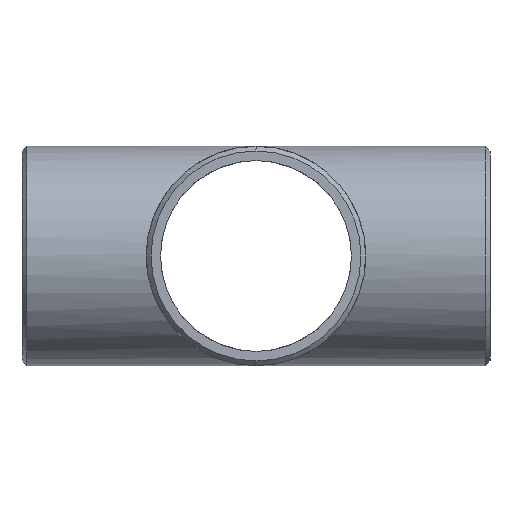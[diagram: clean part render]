
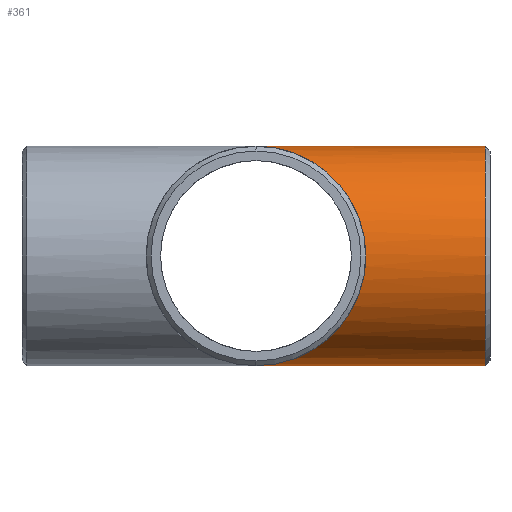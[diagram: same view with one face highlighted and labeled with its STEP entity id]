
A CAD part, left-side view. The second image highlights one B-rep face of the part: STEP entity #361.
In plain terms, the highlighted cylindrical face has radius 30 mm (diameter 60 mm), a partial arc.
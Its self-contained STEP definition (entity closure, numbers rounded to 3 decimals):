
#11 = AXIS2_PLACEMENT_3D ( 'NONE', #702, #450, #691 ) ;
#21 = CARTESIAN_POINT ( 'NONE',  ( 0., -64., -30. ) ) ;
#22 = ORIENTED_EDGE ( 'NONE', *, *, #577, .F. ) ;
#70 = VERTEX_POINT ( 'NONE', #429 ) ;
#88 = CARTESIAN_POINT ( 'NONE',  ( 0., 0., -30. ) ) ;
#94 = DIRECTION ( 'NONE',  ( 0., 1., 0. ) ) ;
#97 = VECTOR ( 'NONE', #94, 1000. ) ;
#112 = CARTESIAN_POINT ( 'NONE',  ( 0., -62.697, -30. ) ) ;
#185 = EDGE_CURVE ( 'NONE', #466, #413, #745, .T. ) ;
#310 = DIRECTION ( 'NONE',  ( 0., 1., 0. ) ) ;
#332 = CARTESIAN_POINT ( 'NONE',  ( 0., 0., -30. ) ) ;
#337 = CARTESIAN_POINT ( 'NONE',  ( 0., -64., 30. ) ) ;
#361 = ADVANCED_FACE ( 'NONE', ( #774 ), #644, .T. ) ;
#377 = EDGE_LOOP ( 'NONE', ( #673, #567, #22, #549 ) ) ;
#400 = CARTESIAN_POINT ( 'NONE',  ( 0., -64., 0. ) ) ;
#413 = VERTEX_POINT ( 'NONE', #727 ) ;
#415 = DIRECTION ( 'NONE',  ( 0., 0., -1. ) ) ;
#426 = CARTESIAN_POINT ( 'NONE',  ( -60., -60., -30. ) ) ;
#429 = CARTESIAN_POINT ( 'NONE',  ( 0., 0., 30. ) ) ;
#450 = DIRECTION ( 'NONE',  ( 0., 1., 0. ) ) ;
#466 = VERTEX_POINT ( 'NONE', #112 ) ;
#505 = CARTESIAN_POINT ( 'NONE',  ( 0., 0., 30. ) ) ;
#512 = EDGE_CURVE ( 'NONE', #466, #762, #620, .T. ) ;
#515 = AXIS2_PLACEMENT_3D ( 'NONE', #400, #596, #415 ) ;
#532 =( BOUNDED_CURVE ( )  B_SPLINE_CURVE ( 3, ( #88, #426, #701, #505 ),
 .UNSPECIFIED., .F., .T. ) 
 B_SPLINE_CURVE_WITH_KNOTS ( ( 4, 4 ),
 ( 4.712, 7.854 ),
 .UNSPECIFIED. ) 
 CURVE ( )  GEOMETRIC_REPRESENTATION_ITEM ( )  RATIONAL_B_SPLINE_CURVE ( ( 1., 0.333, 0.333, 1. ) ) 
 REPRESENTATION_ITEM ( '' )  );
#549 = ORIENTED_EDGE ( 'NONE', *, *, #512, .F. ) ;
#567 = ORIENTED_EDGE ( 'NONE', *, *, #656, .T. ) ;
#577 = EDGE_CURVE ( 'NONE', #762, #70, #532, .T. ) ;
#596 = DIRECTION ( 'NONE',  ( 0., 1., 0. ) ) ;
#620 = LINE ( 'NONE', #21, #699 ) ;
#644 = CYLINDRICAL_SURFACE ( 'NONE', #515, 30. ) ;
#650 = LINE ( 'NONE', #337, #97 ) ;
#656 = EDGE_CURVE ( 'NONE', #413, #70, #650, .T. ) ;
#673 = ORIENTED_EDGE ( 'NONE', *, *, #185, .T. ) ;
#691 = DIRECTION ( 'NONE',  ( 0., 0., -1. ) ) ;
#699 = VECTOR ( 'NONE', #310, 1000. ) ;
#701 = CARTESIAN_POINT ( 'NONE',  ( -60., -60., 30. ) ) ;
#702 = CARTESIAN_POINT ( 'NONE',  ( 0., -62.697, 0. ) ) ;
#727 = CARTESIAN_POINT ( 'NONE',  ( 0., -62.697, 30. ) ) ;
#745 = CIRCLE ( 'NONE', #11, 30. ) ;
#762 = VERTEX_POINT ( 'NONE', #332 ) ;
#774 = FACE_OUTER_BOUND ( 'NONE', #377, .T. ) ;
